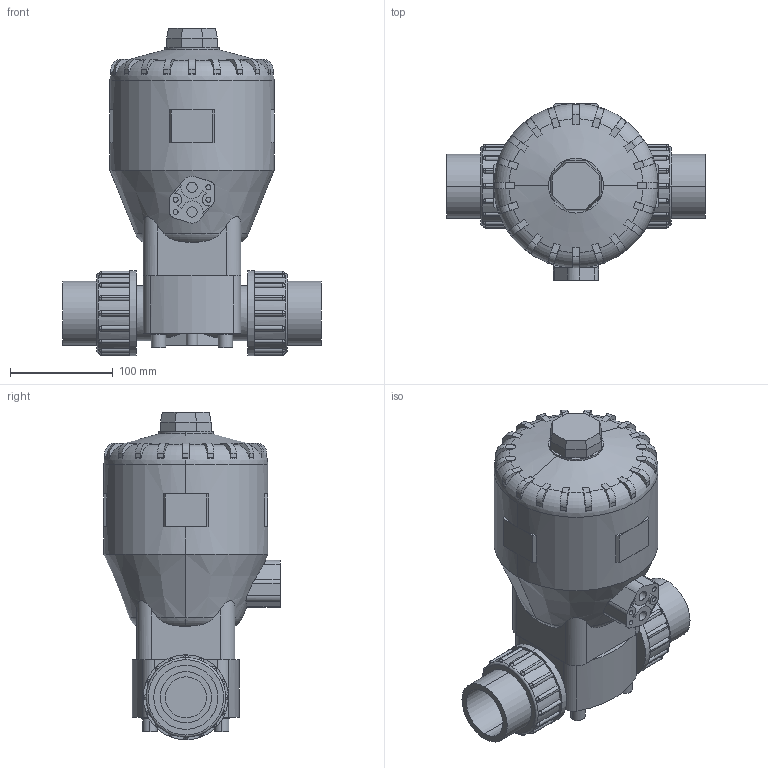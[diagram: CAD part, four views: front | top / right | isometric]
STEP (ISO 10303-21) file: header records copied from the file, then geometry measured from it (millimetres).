
FILE_DESCRIPTION(('STEP AP214'),'1');
FILE_NAME('cctmp_069BB2F2-B274-4B13-A2E8-D4FEF2B8566F_2021_10_27_10_51_28_0996..stp','2021-10-27T08:51:29',('Praher Valves GmbH'),('CADClick - www.CADClick.com'),'Spatial InterOp 3D',' ','unknown authorization');
FILE_SCHEMA(('AUTOMOTIVE_DESIGN'));
Length unit declared in the file: millimetre
Products named in the file (1): 126124
Bounding box: 252 x 172 x 319.5 mm (x, y, z)
Volume: 4487504.4 mm3; surface area: 246738.5 mm2
Topology: 1 solids, 3 shells, 481 faces, 1246 edges, 806 vertices
Faces by surface type: cylinder 206, plane 195, sphere 64, torus 12, cone 4
Entity records: 21003 total; most frequent: CARTESIAN_POINT 5293, DIRECTION 2564, ORIENTED_EDGE 2492, EDGE_CURVE 1246, AXIS2_PLACEMENT_3D 1032, VERTEX_POINT 806, CIRCLE 538, EDGE_LOOP 516
